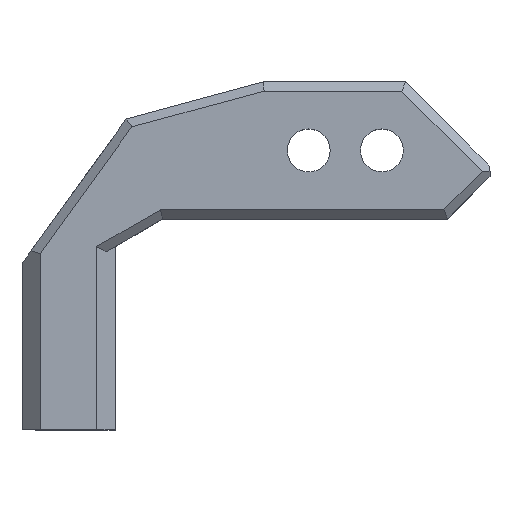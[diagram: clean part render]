
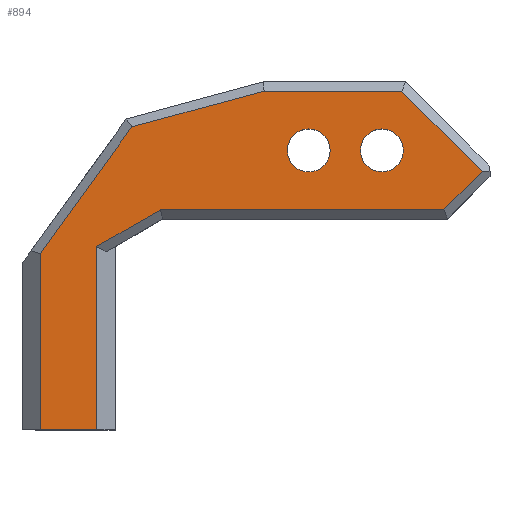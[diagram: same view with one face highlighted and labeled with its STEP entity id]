
A CAD part, top view. The second image highlights one B-rep face of the part: STEP entity #894.
In plain terms, the highlighted planar face has unit normal (0, 0, 1).
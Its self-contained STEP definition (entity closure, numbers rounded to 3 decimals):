
#18=FACE_BOUND('',#125,.T.);
#19=FACE_BOUND('',#126,.T.);
#31=PLANE('',#968);
#73=FACE_OUTER_BOUND('',#124,.T.);
#124=EDGE_LOOP('',(#675,#676,#677,#678,#679,#680,#681,#682,#683,#684));
#125=EDGE_LOOP('',(#685));
#126=EDGE_LOOP('',(#686));
#181=CIRCLE('',#969,2.35);
#182=CIRCLE('',#970,2.35);
#220=LINE('',#1354,#327);
#222=LINE('',#1358,#329);
#226=LINE('',#1365,#333);
#227=LINE('',#1367,#334);
#228=LINE('',#1369,#335);
#229=LINE('',#1371,#336);
#230=LINE('',#1373,#337);
#231=LINE('',#1375,#338);
#232=LINE('',#1377,#339);
#233=LINE('',#1378,#340);
#327=VECTOR('',#1091,10.);
#329=VECTOR('',#1095,10.);
#333=VECTOR('',#1101,10.);
#334=VECTOR('',#1102,10.);
#335=VECTOR('',#1103,10.);
#336=VECTOR('',#1104,10.);
#337=VECTOR('',#1105,10.);
#338=VECTOR('',#1106,10.);
#339=VECTOR('',#1107,10.);
#340=VECTOR('',#1108,10.);
#436=VERTEX_POINT('',#1351);
#437=VERTEX_POINT('',#1353);
#438=VERTEX_POINT('',#1357);
#440=VERTEX_POINT('',#1364);
#441=VERTEX_POINT('',#1366);
#442=VERTEX_POINT('',#1368);
#443=VERTEX_POINT('',#1370);
#444=VERTEX_POINT('',#1372);
#445=VERTEX_POINT('',#1374);
#446=VERTEX_POINT('',#1376);
#447=VERTEX_POINT('',#1379);
#448=VERTEX_POINT('',#1381);
#527=EDGE_CURVE('',#436,#437,#220,.T.);
#529=EDGE_CURVE('',#437,#438,#222,.T.);
#533=EDGE_CURVE('',#440,#436,#226,.T.);
#534=EDGE_CURVE('',#441,#440,#227,.T.);
#535=EDGE_CURVE('',#442,#441,#228,.T.);
#536=EDGE_CURVE('',#443,#442,#229,.T.);
#537=EDGE_CURVE('',#444,#443,#230,.T.);
#538=EDGE_CURVE('',#444,#445,#231,.T.);
#539=EDGE_CURVE('',#446,#445,#232,.T.);
#540=EDGE_CURVE('',#438,#446,#233,.T.);
#541=EDGE_CURVE('',#447,#447,#181,.T.);
#542=EDGE_CURVE('',#448,#448,#182,.T.);
#675=ORIENTED_EDGE('',*,*,#527,.F.);
#676=ORIENTED_EDGE('',*,*,#533,.F.);
#677=ORIENTED_EDGE('',*,*,#534,.F.);
#678=ORIENTED_EDGE('',*,*,#535,.F.);
#679=ORIENTED_EDGE('',*,*,#536,.F.);
#680=ORIENTED_EDGE('',*,*,#537,.F.);
#681=ORIENTED_EDGE('',*,*,#538,.T.);
#682=ORIENTED_EDGE('',*,*,#539,.F.);
#683=ORIENTED_EDGE('',*,*,#540,.F.);
#684=ORIENTED_EDGE('',*,*,#529,.F.);
#685=ORIENTED_EDGE('',*,*,#541,.T.);
#686=ORIENTED_EDGE('',*,*,#542,.T.);
#894=ADVANCED_FACE('',(#73,#18,#19),#31,.T.);
#968=AXIS2_PLACEMENT_3D('',#1363,#1099,#1100);
#969=AXIS2_PLACEMENT_3D('',#1380,#1109,#1110);
#970=AXIS2_PLACEMENT_3D('',#1382,#1111,#1112);
#1091=DIRECTION('',(-0.707,-0.707,0.));
#1095=DIRECTION('',(-1.,0.,0.));
#1099=DIRECTION('center_axis',(0.,0.,
1.));
#1100=DIRECTION('ref_axis',(1.,0.,0.));
#1101=DIRECTION('',(0.707,-0.707,0.));
#1102=DIRECTION('',(1.,0.,0.));
#1103=DIRECTION('',(0.965,0.261,0.));
#1104=DIRECTION('',(0.586,0.811,0.));
#1105=DIRECTION('',(0.,1.,0.));
#1106=DIRECTION('',(1.,0.,0.));
#1107=DIRECTION('',(0.,-1.,0.));
#1108=DIRECTION('',(-0.866,-0.5,0.));
#1109=DIRECTION('center_axis',(0.,0.,
-1.));
#1110=DIRECTION('ref_axis',(1.,0.,0.));
#1111=DIRECTION('center_axis',(0.,0.,
-1.));
#1112=DIRECTION('ref_axis',(-1.,0.,0.));
#1351=CARTESIAN_POINT('',(16.58,90.652,106.035));
#1353=CARTESIAN_POINT('',(12.378,86.45,106.035));
#1354=CARTESIAN_POINT('',(16.337,90.409,106.035));
#1357=CARTESIAN_POINT('',(-18.652,86.45,106.035));
#1358=CARTESIAN_POINT('',(6.096,86.45,106.035));
#1363=CARTESIAN_POINT('Origin',(13.095,91.75,106.035));
#1364=CARTESIAN_POINT('',(7.782,99.45,106.035));
#1365=CARTESIAN_POINT('',(8.314,98.918,106.035));
#1366=CARTESIAN_POINT('',(-7.271,99.45,106.035));
#1367=CARTESIAN_POINT('',(-2.904,99.45,106.035));
#1368=CARTESIAN_POINT('',(-21.755,95.529,106.035));
#1369=CARTESIAN_POINT('',(-14.44,97.509,106.035));
#1370=CARTESIAN_POINT('',(-31.772,81.661,106.035));
#1371=CARTESIAN_POINT('',(-22.488,94.515,106.035));
#1372=CARTESIAN_POINT('',(-31.772,62.4,106.035));
#1373=CARTESIAN_POINT('',(-31.772,77.675,106.035));
#1374=CARTESIAN_POINT('',(-25.58,62.4,106.035));
#1375=CARTESIAN_POINT('',(-37.042,62.4,106.035));
#1376=CARTESIAN_POINT('',(-25.58,82.45,106.035));
#1377=CARTESIAN_POINT('',(-25.58,87.7,106.035));
#1378=CARTESIAN_POINT('',(-9.768,91.579,106.035));
#1379=CARTESIAN_POINT('',(3.246,92.95,106.035));
#1380=CARTESIAN_POINT('Origin',(5.596,92.95,106.035));
#1381=CARTESIAN_POINT('',(-0.054,92.95,106.035));
#1382=CARTESIAN_POINT('Origin',(-2.404,92.95,106.035));
